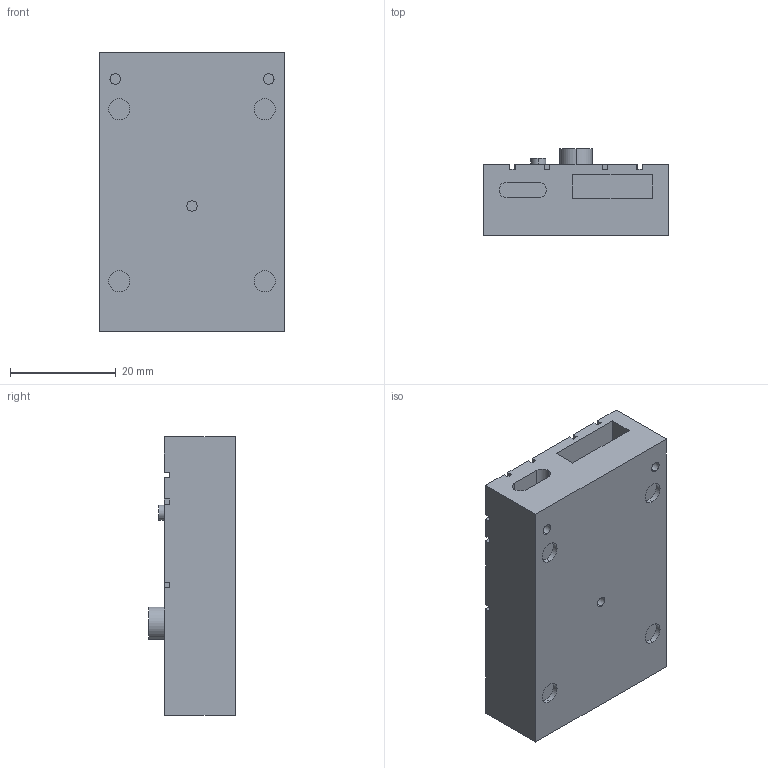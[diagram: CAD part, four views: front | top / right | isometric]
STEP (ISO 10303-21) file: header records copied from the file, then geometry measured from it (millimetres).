
FILE_DESCRIPTION (( 'STEP AP203' ), '1' );
FILE_NAME ('H-RTK F9P.STEP', '2023-04-11T08:48:47', ( '' ), ( '' ), 'SwSTEP 2.0', 'SolidWorks 2021', '' );
FILE_SCHEMA (( 'CONFIG_CONTROL_DESIGN' ));
Length unit declared in the file: millimetre
Products named in the file (1): H-RTK F9P
Bounding box: 34.86 x 16.4 x 52.7 mm (x, y, z)
Volume: 22152.1 mm3; surface area: 7217 mm2
Topology: 1 solids, 1 shells, 144 faces, 384 edges, 256 vertices
Faces by surface type: plane 118, cylinder 26
Entity records: 4533 total; most frequent: CARTESIAN_POINT 785, ORIENTED_EDGE 768, DIRECTION 742, EDGE_CURVE 384, VECTOR 316, LINE 316, VERTEX_POINT 256, AXIS2_PLACEMENT_3D 213
